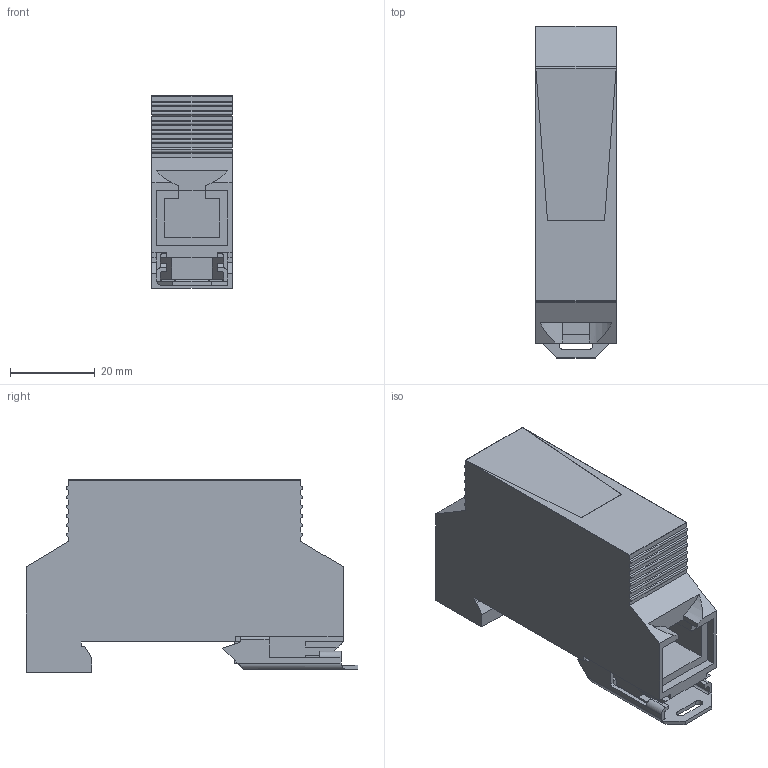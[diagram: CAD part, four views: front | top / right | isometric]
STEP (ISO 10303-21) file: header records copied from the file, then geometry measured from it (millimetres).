
FILE_DESCRIPTION(('CATIA V5 STEP Exchange','CAx-IF Rec.Pracs.--- Model Styling and Organization---1.4--- 2014-01-23'),'2;1');
FILE_NAME ('11615031_3', '2021-07-07T12:09:24+00:00', ('none'), ('Weidmueller'), 'CATIA Version 5-6 Release 2016 SP3 HF44', 'CATIA V5 STEP AP214', 'none');
FILE_SCHEMA(('AUTOMOTIVE_DESIGN { 1 0 10303 214 1 1 1 1 }'));
Length unit declared in the file: millimetre
Products named in the file (1): S3D_VDATA_CAT6
Bounding box: 19 x 78.5 x 45.6 mm (x, y, z)
Volume: 46647.8 mm3; surface area: 15738.8 mm2
Topology: 4 solids, 4 shells, 224 faces, 631 edges, 416 vertices
Faces by surface type: plane 184, cylinder 37, bspline 3
Entity records: 7343 total; most frequent: CARTESIAN_POINT 1560, ORIENTED_EDGE 1262, DIRECTION 940, EDGE_CURVE 631, VECTOR 533, LINE 533, VERTEX_POINT 416, AXIS2_PLACEMENT_3D 233
